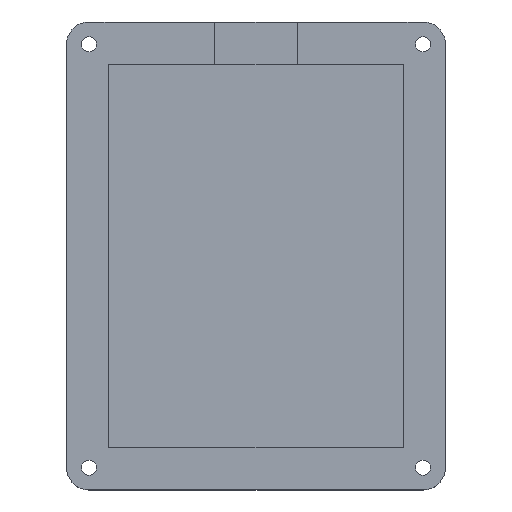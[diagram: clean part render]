
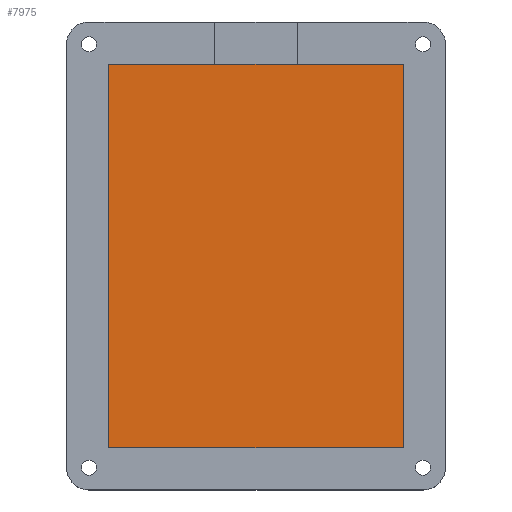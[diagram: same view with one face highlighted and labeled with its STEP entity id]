
A CAD part, top view. The second image highlights one B-rep face of the part: STEP entity #7975.
In plain terms, the highlighted planar face has unit normal (0, 0, 1).
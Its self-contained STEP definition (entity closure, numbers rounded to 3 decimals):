
#208=PLANE('',#8148);
#630=FACE_OUTER_BOUND('',#1093,.T.);
#1093=EDGE_LOOP('',(#7205,#7206,#7207,#7208));
#1683=LINE('',#16316,#2282);
#1702=LINE('',#16367,#2301);
#1703=LINE('',#16369,#2302);
#1704=LINE('',#16370,#2303);
#2282=VECTOR('',#8994,10.);
#2301=VECTOR('',#9045,10.);
#2302=VECTOR('',#9046,10.);
#2303=VECTOR('',#9047,10.);
#3659=VERTEX_POINT('',#16313);
#3660=VERTEX_POINT('',#16315);
#3676=VERTEX_POINT('',#16366);
#3677=VERTEX_POINT('',#16368);
#4835=EDGE_CURVE('',#3659,#3660,#1683,.T.);
#4862=EDGE_CURVE('',#3676,#3659,#1702,.T.);
#4863=EDGE_CURVE('',#3677,#3676,#1703,.T.);
#4864=EDGE_CURVE('',#3660,#3677,#1704,.T.);
#7205=ORIENTED_EDGE('',*,*,#4862,.F.);
#7206=ORIENTED_EDGE('',*,*,#4863,.F.);
#7207=ORIENTED_EDGE('',*,*,#4864,.F.);
#7208=ORIENTED_EDGE('',*,*,#4835,.F.);
#7975=ADVANCED_FACE('',(#630),#208,.T.);
#8148=AXIS2_PLACEMENT_3D('',#16365,#9043,#9044);
#8994=DIRECTION('',(1.,0.,0.));
#9043=DIRECTION('center_axis',(0.,0.,1.));
#9044=DIRECTION('ref_axis',(1.,0.,0.));
#9045=DIRECTION('',(0.,1.,0.));
#9046=DIRECTION('',(-1.,0.,0.));
#9047=DIRECTION('',(0.,-1.,0.));
#16313=CARTESIAN_POINT('',(0.,86.,3.));
#16315=CARTESIAN_POINT('',(66.,86.,3.));
#16316=CARTESIAN_POINT('',(16.5,86.,3.));
#16365=CARTESIAN_POINT('Origin',(33.,43.,3.));
#16366=CARTESIAN_POINT('',(0.,0.,3.));
#16367=CARTESIAN_POINT('',(0.,21.5,3.));
#16368=CARTESIAN_POINT('',(66.,0.,3.));
#16369=CARTESIAN_POINT('',(49.5,0.,3.));
#16370=CARTESIAN_POINT('',(66.,64.5,3.));
